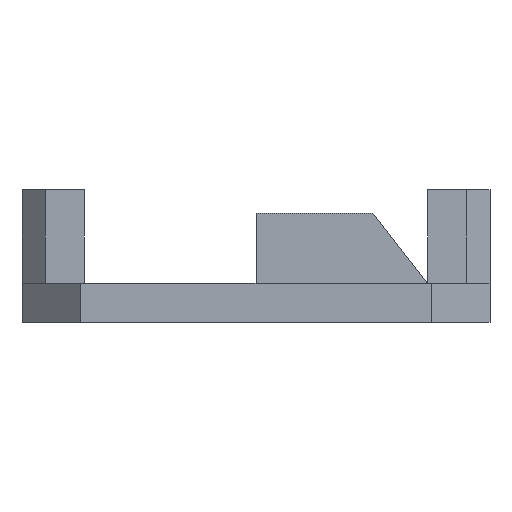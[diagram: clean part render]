
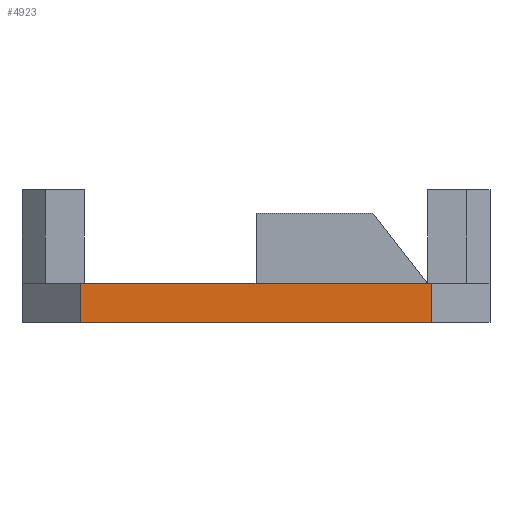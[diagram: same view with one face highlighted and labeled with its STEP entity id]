
A CAD part, front view. The second image highlights one B-rep face of the part: STEP entity #4923.
In plain terms, the highlighted planar face has unit normal (0, -1, 0).
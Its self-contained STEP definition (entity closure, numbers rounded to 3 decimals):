
#1336 = PLANE('',#1337);
#1337 = AXIS2_PLACEMENT_3D('',#1338,#1339,#1340);
#1338 = CARTESIAN_POINT('',(0.,0.,5.));
#1339 = DIRECTION('',(0.,0.,-1.));
#1340 = DIRECTION('',(0.,-1.,0.));
#1584 = PLANE('',#1585);
#1585 = AXIS2_PLACEMENT_3D('',#1586,#1587,#1588);
#1586 = CARTESIAN_POINT('',(0.,0.,0.));
#1587 = DIRECTION('',(0.,0.,1.));
#1588 = DIRECTION('',(1.,0.,0.));
#1863 = PLANE('',#1864);
#1864 = AXIS2_PLACEMENT_3D('',#1865,#1866,#1867);
#1865 = CARTESIAN_POINT('',(52.5,-7.5,0.));
#1866 = DIRECTION('',(-0.707,0.707,0.));
#1867 = DIRECTION('',(0.707,0.707,0.));
#3090 = VERTEX_POINT('',#3091);
#3091 = CARTESIAN_POINT('',(7.5,-7.5,5.));
#3106 = PLANE('',#3107);
#3107 = AXIS2_PLACEMENT_3D('',#3108,#3109,#3110);
#3108 = CARTESIAN_POINT('',(0.,0.,0.));
#3109 = DIRECTION('',(0.707,0.707,0.));
#3110 = DIRECTION('',(0.707,-0.707,0.));
#3336 = VERTEX_POINT('',#3337);
#3337 = CARTESIAN_POINT('',(52.5,-7.5,5.));
#3356 = EDGE_CURVE('',#3336,#3090,#3357,.T.);
#3357 = SURFACE_CURVE('',#3358,(#3362,#3368),.PCURVE_S1.);
#3358 = LINE('',#3359,#3360);
#3359 = CARTESIAN_POINT('',(3.75,-7.5,5.));
#3360 = VECTOR('',#3361,1.);
#3361 = DIRECTION('',(-1.,0.,0.));
#3362 = PCURVE('',#1336,#3363);
#3363 = DEFINITIONAL_REPRESENTATION('',(#3364),#3367);
#3364 = B_SPLINE_CURVE_WITH_KNOTS('',1,(#3365,#3366),.UNSPECIFIED.,.F.,
  .F.,(2,2),(-53.25,0.75),.PIECEWISE_BEZIER_KNOTS.);
#3365 = CARTESIAN_POINT('',(7.5,-57.));
#3366 = CARTESIAN_POINT('',(7.5,-3.));
#3367 = ( GEOMETRIC_REPRESENTATION_CONTEXT(2) 
PARAMETRIC_REPRESENTATION_CONTEXT() REPRESENTATION_CONTEXT('2D SPACE',''
  ) );
#3368 = PCURVE('',#3369,#3374);
#3369 = PLANE('',#3370);
#3370 = AXIS2_PLACEMENT_3D('',#3371,#3372,#3373);
#3371 = CARTESIAN_POINT('',(7.5,-7.5,0.));
#3372 = DIRECTION('',(0.,1.,0.));
#3373 = DIRECTION('',(1.,0.,0.));
#3374 = DEFINITIONAL_REPRESENTATION('',(#3375),#3378);
#3375 = B_SPLINE_CURVE_WITH_KNOTS('',1,(#3376,#3377),.UNSPECIFIED.,.F.,
  .F.,(2,2),(-53.25,0.75),.PIECEWISE_BEZIER_KNOTS.);
#3376 = CARTESIAN_POINT('',(49.5,-5.));
#3377 = CARTESIAN_POINT('',(-4.5,-5.));
#3378 = ( GEOMETRIC_REPRESENTATION_CONTEXT(2) 
PARAMETRIC_REPRESENTATION_CONTEXT() REPRESENTATION_CONTEXT('2D SPACE',''
  ) );
#3713 = VERTEX_POINT('',#3714);
#3714 = CARTESIAN_POINT('',(7.5,-7.5,0.));
#3735 = EDGE_CURVE('',#3713,#3736,#3738,.T.);
#3736 = VERTEX_POINT('',#3737);
#3737 = CARTESIAN_POINT('',(52.5,-7.5,0.));
#3738 = SURFACE_CURVE('',#3739,(#3743,#3750),.PCURVE_S1.);
#3739 = LINE('',#3740,#3741);
#3740 = CARTESIAN_POINT('',(7.5,-7.5,0.));
#3741 = VECTOR('',#3742,1.);
#3742 = DIRECTION('',(1.,0.,0.));
#3743 = PCURVE('',#1584,#3744);
#3744 = DEFINITIONAL_REPRESENTATION('',(#3745),#3749);
#3745 = LINE('',#3746,#3747);
#3746 = CARTESIAN_POINT('',(7.5,-7.5));
#3747 = VECTOR('',#3748,1.);
#3748 = DIRECTION('',(1.,0.));
#3749 = ( GEOMETRIC_REPRESENTATION_CONTEXT(2) 
PARAMETRIC_REPRESENTATION_CONTEXT() REPRESENTATION_CONTEXT('2D SPACE',''
  ) );
#3750 = PCURVE('',#3369,#3751);
#3751 = DEFINITIONAL_REPRESENTATION('',(#3752),#3756);
#3752 = LINE('',#3753,#3754);
#3753 = CARTESIAN_POINT('',(0.,0.));
#3754 = VECTOR('',#3755,1.);
#3755 = DIRECTION('',(1.,0.));
#3756 = ( GEOMETRIC_REPRESENTATION_CONTEXT(2) 
PARAMETRIC_REPRESENTATION_CONTEXT() REPRESENTATION_CONTEXT('2D SPACE',''
  ) );
#4358 = EDGE_CURVE('',#3736,#3336,#4359,.T.);
#4359 = SURFACE_CURVE('',#4360,(#4364,#4371),.PCURVE_S1.);
#4360 = LINE('',#4361,#4362);
#4361 = CARTESIAN_POINT('',(52.5,-7.5,0.));
#4362 = VECTOR('',#4363,1.);
#4363 = DIRECTION('',(0.,0.,1.));
#4364 = PCURVE('',#1863,#4365);
#4365 = DEFINITIONAL_REPRESENTATION('',(#4366),#4370);
#4366 = LINE('',#4367,#4368);
#4367 = CARTESIAN_POINT('',(0.,0.));
#4368 = VECTOR('',#4369,1.);
#4369 = DIRECTION('',(0.,-1.));
#4370 = ( GEOMETRIC_REPRESENTATION_CONTEXT(2) 
PARAMETRIC_REPRESENTATION_CONTEXT() REPRESENTATION_CONTEXT('2D SPACE',''
  ) );
#4371 = PCURVE('',#3369,#4372);
#4372 = DEFINITIONAL_REPRESENTATION('',(#4373),#4377);
#4373 = LINE('',#4374,#4375);
#4374 = CARTESIAN_POINT('',(45.,0.));
#4375 = VECTOR('',#4376,1.);
#4376 = DIRECTION('',(0.,-1.));
#4377 = ( GEOMETRIC_REPRESENTATION_CONTEXT(2) 
PARAMETRIC_REPRESENTATION_CONTEXT() REPRESENTATION_CONTEXT('2D SPACE',''
  ) );
#4903 = EDGE_CURVE('',#3713,#3090,#4904,.T.);
#4904 = SURFACE_CURVE('',#4905,(#4909,#4916),.PCURVE_S1.);
#4905 = LINE('',#4906,#4907);
#4906 = CARTESIAN_POINT('',(7.5,-7.5,0.));
#4907 = VECTOR('',#4908,1.);
#4908 = DIRECTION('',(0.,0.,1.));
#4909 = PCURVE('',#3106,#4910);
#4910 = DEFINITIONAL_REPRESENTATION('',(#4911),#4915);
#4911 = LINE('',#4912,#4913);
#4912 = CARTESIAN_POINT('',(10.607,0.));
#4913 = VECTOR('',#4914,1.);
#4914 = DIRECTION('',(0.,-1.));
#4915 = ( GEOMETRIC_REPRESENTATION_CONTEXT(2) 
PARAMETRIC_REPRESENTATION_CONTEXT() REPRESENTATION_CONTEXT('2D SPACE',''
  ) );
#4916 = PCURVE('',#3369,#4917);
#4917 = DEFINITIONAL_REPRESENTATION('',(#4918),#4922);
#4918 = LINE('',#4919,#4920);
#4919 = CARTESIAN_POINT('',(0.,0.));
#4920 = VECTOR('',#4921,1.);
#4921 = DIRECTION('',(0.,-1.));
#4922 = ( GEOMETRIC_REPRESENTATION_CONTEXT(2) 
PARAMETRIC_REPRESENTATION_CONTEXT() REPRESENTATION_CONTEXT('2D SPACE',''
  ) );
#4923 = ADVANCED_FACE('',(#4924),#3369,.F.);
#4924 = FACE_BOUND('',#4925,.F.);
#4925 = EDGE_LOOP('',(#4926,#4927,#4928,#4929));
#4926 = ORIENTED_EDGE('',*,*,#3735,.F.);
#4927 = ORIENTED_EDGE('',*,*,#4903,.T.);
#4928 = ORIENTED_EDGE('',*,*,#3356,.F.);
#4929 = ORIENTED_EDGE('',*,*,#4358,.F.);
